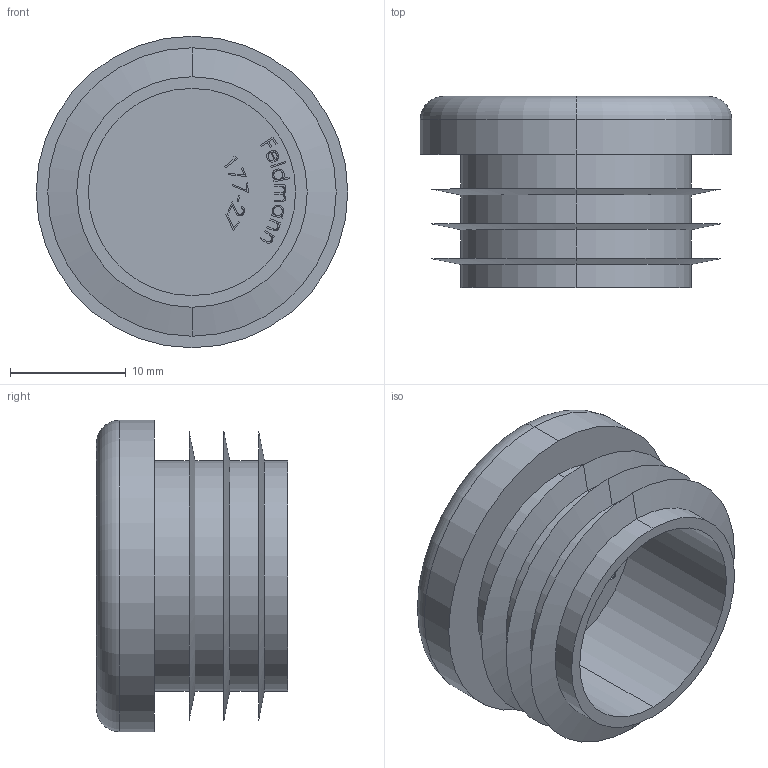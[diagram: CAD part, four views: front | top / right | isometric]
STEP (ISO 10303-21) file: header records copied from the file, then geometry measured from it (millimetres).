
FILE_DESCRIPTION (( 'STEP AP203' ), '1' );
FILE_NAME ('177-27.step', '2015-09-17T14:50:50', ( '' ), ( '' ), 'SwSTEP 2.0', 'SolidWorks 2015', '' );
FILE_SCHEMA (( 'CONFIG_CONTROL_DESIGN' ));
Length unit declared in the file: millimetre
Products named in the file (1): 177-27
Bounding box: 26.9 x 16.5 x 26.9 mm (x, y, z)
Volume: 3579.2 mm3; surface area: 3858.6 mm2
Topology: 1 solids, 1 shells, 186 faces, 478 edges, 316 vertices
Faces by surface type: plane 112, bspline 54, cylinder 12, cone 6, torus 2
Entity records: 8361 total; most frequent: CARTESIAN_POINT 4091, ORIENTED_EDGE 956, DIRECTION 670, EDGE_CURVE 478, LINE 336, VECTOR 336, VERTEX_POINT 316, EDGE_LOOP 208
